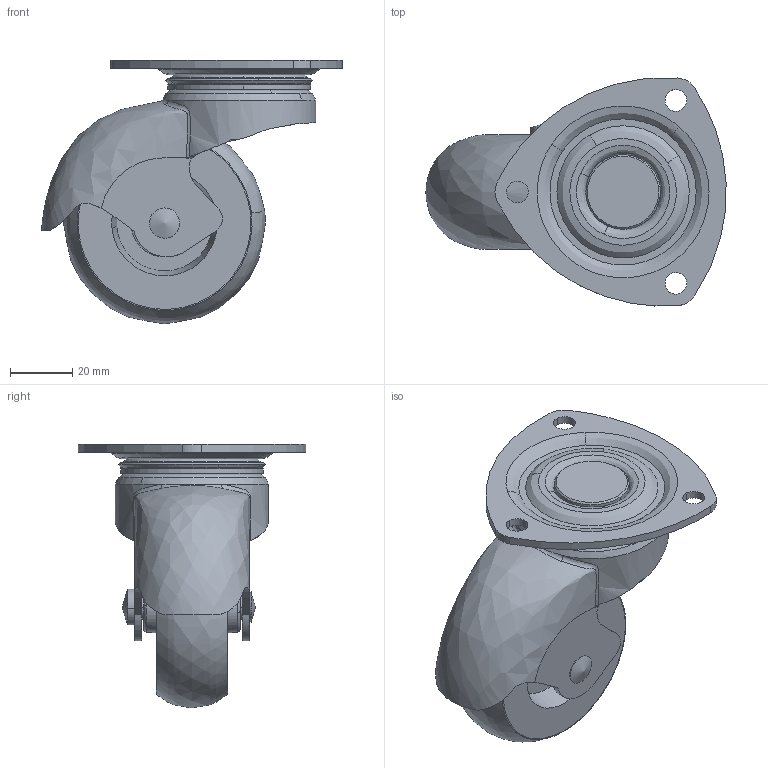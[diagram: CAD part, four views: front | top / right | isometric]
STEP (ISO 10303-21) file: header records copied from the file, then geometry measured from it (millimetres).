
FILE_DESCRIPTION((''),'2;1');
FILE_NAME('','2005-12-16T16:23:50',(''),(''),'','CADfix','');
FILE_SCHEMA(('AUTOMOTIVE_DESIGN'));
Length unit declared in the file: millimetre
Products named in the file (6): wheel; mounting plate; main shaft; body; axle; No_105G_N_B_7183_36
Assembly tree (5 placements, depth 2):
  No_105G_N_B_7183_36
    wheel
    mounting plate
    main shaft
    body
    axle
Bounding box: 96.66 x 73.42 x 85 mm (x, y, z)
Volume: 104799 mm3; surface area: 42660.9 mm2
Topology: 5 solids, 5 shells, 200 faces, 649 edges, 473 vertices
Faces by surface type: bspline 200
Entity records: 10842 total; most frequent: CARTESIAN_POINT 7301, ORIENTED_EDGE 1298, EDGE_CURVE 649, VERTEX_POINT 473, EDGE_LOOP 230, FACE_OUTER_BOUND 200, ADVANCED_FACE 200, QUASI_UNIFORM_CURVE 142
